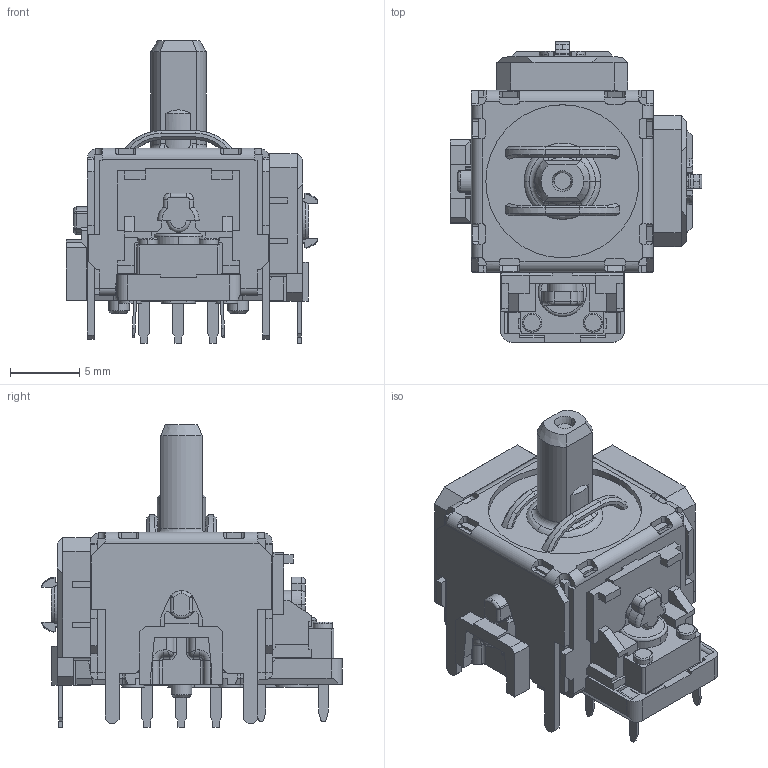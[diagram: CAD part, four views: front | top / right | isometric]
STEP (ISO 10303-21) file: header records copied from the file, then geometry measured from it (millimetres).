
FILE_DESCRIPTION(('FreeCAD Model'),'2;1');
FILE_NAME('Open CASCADE Shape Model','2024-02-06T15:18:16',('Author'),( ''),'Open CASCADE STEP processor 7.6','Ondsel','Unknown');
FILE_SCHEMA(('AUTOMOTIVE_DESIGN { 1 0 10303 214 1 1 1 1 }'));
Length unit declared in the file: millimetre
Products named in the file (1): SOLID
Bounding box: 18.19 x 21.68 x 21.85 mm (x, y, z)
Volume: 2568.8 mm3; surface area: 2149.9 mm2
Topology: 1 solids, 31 shells, 1735 faces, 4706 edges, 3040 vertices
Faces by surface type: plane 1121, cylinder 486, cone 48, torus 45, bspline 19, sphere 12, revolution 4
Entity records: 55762 total; most frequent: CARTESIAN_POINT 11754, ORIENTED_EDGE 9382, DIRECTION 8960, EDGE_CURVE 4691, LINE 3346, VECTOR 3346, VERTEX_POINT 3040, AXIS2_PLACEMENT_3D 2805
